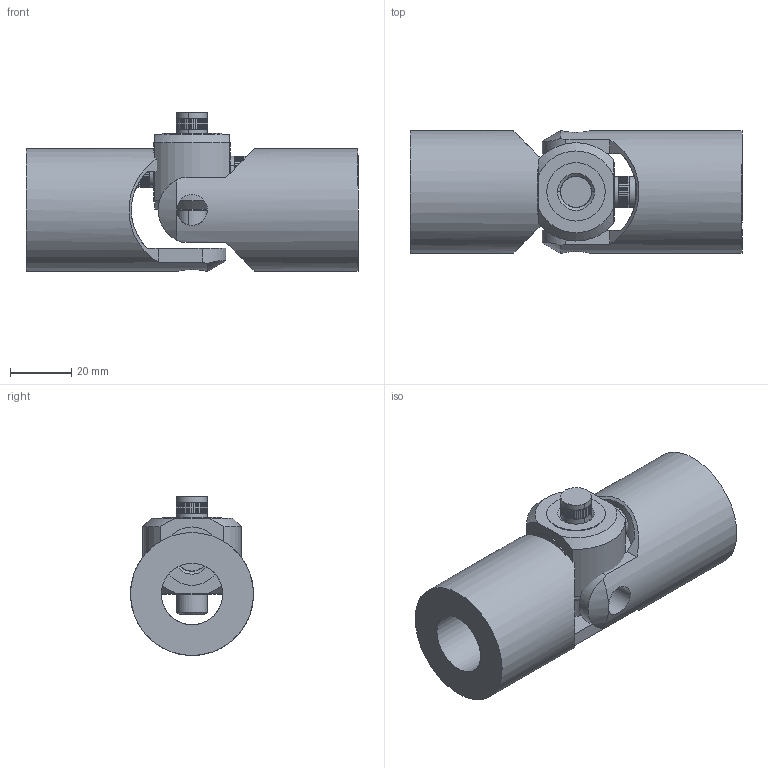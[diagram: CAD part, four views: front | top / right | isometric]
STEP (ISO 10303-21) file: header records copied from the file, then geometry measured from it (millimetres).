
FILE_DESCRIPTION(/* description */ ('Alibre Inc.'),/* implementation_level */ '2;1');
FILE_NAME(/* name */ 'export0',/* time_stamp */ '2012-08-13T16:55:26+02:00',/* author */ (''),/* organization */ (''),/* preprocessor_version */ 'ST-DEVELOPER v12',/* originating_system */ 'Alibre',/* authorisation */ '');
FILE_SCHEMA (('CONFIG_CONTROL_DESIGN'));
Length unit declared in the file: centimetre
Products named in the file (4): ID_1
Bounding box: 108 x 40 x 51.72 mm (x, y, z)
Volume: 99349.5 mm3; surface area: 29791.8 mm2
Topology: 6 solids, 6 shells, 725 faces, 1815 edges, 1100 vertices
Faces by surface type: plane 500, cylinder 203, cone 22
Full cylindrical faces by diameter (mm): 10 x4, 20 x2, 40 x2
Entity records: 21786 total; most frequent: CARTESIAN_POINT 4293, ORIENTED_EDGE 3598, DIRECTION 3417, EDGE_CURVE 1799, AXIS2_PLACEMENT_3D 1444, VERTEX_POINT 1092, VECTOR 1025, LINE 1025
